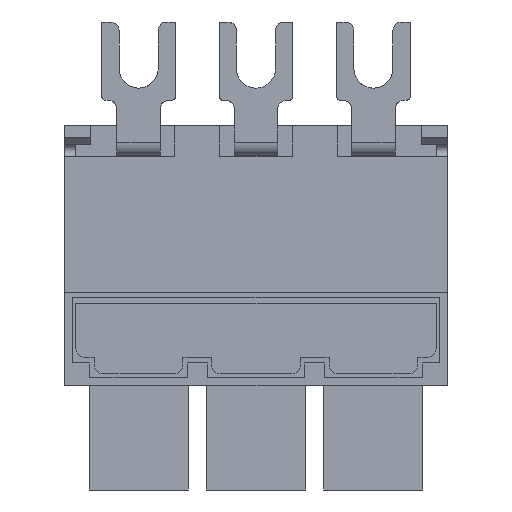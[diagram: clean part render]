
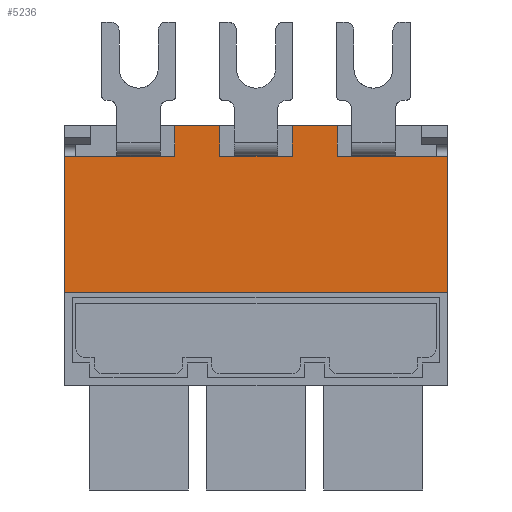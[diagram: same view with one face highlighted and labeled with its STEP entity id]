
A CAD part, front view. The second image highlights one B-rep face of the part: STEP entity #5236.
In plain terms, the highlighted planar face has unit normal (0, -1, 0).
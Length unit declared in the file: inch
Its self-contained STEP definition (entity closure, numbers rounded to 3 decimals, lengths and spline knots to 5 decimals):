
#676 = ORIENTED_EDGE ( 'NONE', *, *, #5902, .F. ) ;
#1243 = EDGE_CURVE ( 'NONE', #7508, #12503, #3911, .T. ) ;
#1540 = ORIENTED_EDGE ( 'NONE', *, *, #12965, .T. ) ;
#1549 = VECTOR ( 'NONE', #2978, 39.37008 ) ;
#1738 = ORIENTED_EDGE ( 'NONE', *, *, #13807, .F. ) ;
#1885 = CARTESIAN_POINT ( 'NONE',  ( 1.62205, 0.14301, 1.51065 ) ) ;
#1887 = LINE ( 'NONE', #4316, #5647 ) ;
#1930 = EDGE_CURVE ( 'NONE', #12631, #12503, #7011, .T. ) ;
#2144 = ORIENTED_EDGE ( 'NONE', *, *, #1930, .T. ) ;
#2592 = CARTESIAN_POINT ( 'NONE',  ( 0.59252, 0.14301, 1.64961 ) ) ;
#2715 = VERTEX_POINT ( 'NONE', #10884 ) ;
#2908 = VECTOR ( 'NONE', #14540, 39.37008 ) ;
#2978 = DIRECTION ( 'NONE',  ( 0., 0., -1. ) ) ;
#3052 = CARTESIAN_POINT ( 'NONE',  ( -0.11024, 0.14301, 1.64961 ) ) ;
#3136 = CARTESIAN_POINT ( 'NONE',  ( -0.11024, 0.14301, 0.8937 ) ) ;
#3207 = DIRECTION ( 'NONE',  ( 1., 0., 0. ) ) ;
#3358 = CARTESIAN_POINT ( 'NONE',  ( 1.12402, 0.14301, 1.51064 ) ) ;
#3491 = DIRECTION ( 'NONE',  ( 0., 0., 1. ) ) ;
#3514 = CARTESIAN_POINT ( 'NONE',  ( -0.11024, 0.14301, 0.47244 ) ) ;
#3710 = EDGE_LOOP ( 'NONE', ( #4738, #14857, #10360, #676, #1738, #11660, #1540, #15147, #7709, #10005, #2144, #10304 ) ) ;
#3895 = CARTESIAN_POINT ( 'NONE',  ( -0.11024, 0.14301, 0.8937 ) ) ;
#3911 = LINE ( 'NONE', #12124, #2908 ) ;
#3967 = CARTESIAN_POINT ( 'NONE',  ( 0.3878, 0.14301, 0.8937 ) ) ;
#4169 = CARTESIAN_POINT ( 'NONE',  ( 0.59252, 0.14301, 1.51063 ) ) ;
#4316 = CARTESIAN_POINT ( 'NONE',  ( -0.11024, 0.14301, 1.51063 ) ) ;
#4469 = DIRECTION ( 'NONE',  ( 1., 0., 0. ) ) ;
#4738 = ORIENTED_EDGE ( 'NONE', *, *, #10832, .T. ) ;
#4751 = CARTESIAN_POINT ( 'NONE',  ( 0.3878, 0.14301, 1.64961 ) ) ;
#5209 = DIRECTION ( 'NONE',  ( -1., 0., 0. ) ) ;
#5236 = ADVANCED_FACE ( 'NONE', ( #15026 ), #8069, .T. ) ;
#5428 = EDGE_CURVE ( 'NONE', #12818, #12622, #13536, .T. ) ;
#5647 = VECTOR ( 'NONE', #3207, 39.37008 ) ;
#5813 = CARTESIAN_POINT ( 'NONE',  ( -0.11024, 0.14301, 0.8937 ) ) ;
#5855 = CARTESIAN_POINT ( 'NONE',  ( 0.3878, 0.14301, 1.51064 ) ) ;
#5902 = EDGE_CURVE ( 'NONE', #2715, #11431, #6166, .T. ) ;
#6089 = CARTESIAN_POINT ( 'NONE',  ( 1.62205, 0.14301, 1.51065 ) ) ;
#6144 = VERTEX_POINT ( 'NONE', #15039 ) ;
#6166 = LINE ( 'NONE', #3895, #14308 ) ;
#6177 = CARTESIAN_POINT ( 'NONE',  ( 0.91929, 0.14301, 1.64961 ) ) ;
#6268 = CARTESIAN_POINT ( 'NONE',  ( 1.62205, 0.14301, 0.47244 ) ) ;
#6460 = DIRECTION ( 'NONE',  ( 0., 0., -1. ) ) ;
#6650 = CARTESIAN_POINT ( 'NONE',  ( 1.45604, 0.14301, 1.51067 ) ) ;
#6969 = VERTEX_POINT ( 'NONE', #5855 ) ;
#7011 = LINE ( 'NONE', #9449, #10417 ) ;
#7508 = VERTEX_POINT ( 'NONE', #4751 ) ;
#7709 = ORIENTED_EDGE ( 'NONE', *, *, #5428, .T. ) ;
#7890 = VECTOR ( 'NONE', #14214, 39.37008 ) ;
#7904 = CARTESIAN_POINT ( 'NONE',  ( 1.29003, 0.14301, 1.51066 ) ) ;
#7984 = CARTESIAN_POINT ( 'NONE',  ( 0.91929, 0.14301, 1.51063 ) ) ;
#8069 = PLANE ( 'NONE',  #8816 ) ;
#8109 = EDGE_CURVE ( 'NONE', #11431, #13197, #11803, .T. ) ;
#8363 = VERTEX_POINT ( 'NONE', #6089 ) ;
#8436 = VECTOR ( 'NONE', #6460, 39.37008 ) ;
#8469 = DIRECTION ( 'NONE',  ( 0., 0., -1. ) ) ;
#8674 = DIRECTION ( 'NONE',  ( -1., 0., 0. ) ) ;
#8810 = EDGE_CURVE ( 'NONE', #12622, #12631, #11147, .T. ) ;
#8816 = AXIS2_PLACEMENT_3D ( 'NONE', #3136, #15099, #12686 ) ;
#9045 = CARTESIAN_POINT ( 'NONE',  ( -0.11024, 0.14301, 1.51063 ) ) ;
#9086 = VERTEX_POINT ( 'NONE', #9583 ) ;
#9145 = DIRECTION ( 'NONE',  ( 0., 0., 1. ) ) ;
#9156 = LINE ( 'NONE', #3052, #9916 ) ;
#9257 = VECTOR ( 'NONE', #5209, 39.37008 ) ;
#9449 = CARTESIAN_POINT ( 'NONE',  ( 0.59252, 0.14301, 0.8937 ) ) ;
#9534 = LINE ( 'NONE', #13038, #7890 ) ;
#9583 = CARTESIAN_POINT ( 'NONE',  ( 1.12402, 0.14301, 1.64961 ) ) ;
#9916 = VECTOR ( 'NONE', #4469, 39.37008 ) ;
#10005 = ORIENTED_EDGE ( 'NONE', *, *, #8810, .T. ) ;
#10204 = EDGE_CURVE ( 'NONE', #12818, #9086, #9156, .T. ) ;
#10304 = ORIENTED_EDGE ( 'NONE', *, *, #1243, .F. ) ;
#10360 = ORIENTED_EDGE ( 'NONE', *, *, #8109, .F. ) ;
#10417 = VECTOR ( 'NONE', #3491, 39.37008 ) ;
#10832 = EDGE_CURVE ( 'NONE', #7508, #6969, #10919, .T. ) ;
#10884 = CARTESIAN_POINT ( 'NONE',  ( 1.62205, 0.14301, 0.8937 ) ) ;
#10919 = LINE ( 'NONE', #3967, #8436 ) ;
#11147 = LINE ( 'NONE', #13731, #9257 ) ;
#11431 = VERTEX_POINT ( 'NONE', #5813 ) ;
#11660 = ORIENTED_EDGE ( 'NONE', *, *, #15140, .T. ) ;
#11803 = LINE ( 'NONE', #3514, #11973 ) ;
#11973 = VECTOR ( 'NONE', #9145, 39.37008 ) ;
#12124 = CARTESIAN_POINT ( 'NONE',  ( -0.11024, 0.14301, 1.64961 ) ) ;
#12213 = LINE ( 'NONE', #6268, #13434 ) ;
#12503 = VERTEX_POINT ( 'NONE', #2592 ) ;
#12622 = VERTEX_POINT ( 'NONE', #7984 ) ;
#12631 = VERTEX_POINT ( 'NONE', #4169 ) ;
#12643 = EDGE_CURVE ( 'NONE', #13197, #6969, #1887, .T. ) ;
#12686 = DIRECTION ( 'NONE',  ( 1., 0., 0. ) ) ;
#12818 = VERTEX_POINT ( 'NONE', #6177 ) ;
#12965 = EDGE_CURVE ( 'NONE', #6144, #9086, #9534, .T. ) ;
#13038 = CARTESIAN_POINT ( 'NONE',  ( 1.12402, 0.14301, 0.8937 ) ) ;
#13197 = VERTEX_POINT ( 'NONE', #9045 ) ;
#13434 = VECTOR ( 'NONE', #8469, 39.37008 ) ;
#13536 = LINE ( 'NONE', #13688, #1549 ) ;
#13688 = CARTESIAN_POINT ( 'NONE',  ( 0.91929, 0.14301, 0.8937 ) ) ;
#13731 = CARTESIAN_POINT ( 'NONE',  ( -0.11024, 0.14301, 1.51063 ) ) ;
#13807 = EDGE_CURVE ( 'NONE', #8363, #2715, #12213, .T. ) ;
#14214 = DIRECTION ( 'NONE',  ( 0., 0., 1. ) ) ;
#14308 = VECTOR ( 'NONE', #8674, 39.37008 ) ;
#14540 = DIRECTION ( 'NONE',  ( 1., 0., 0. ) ) ;
#14612 = B_SPLINE_CURVE_WITH_KNOTS ( 'NONE', 3,
 ( #1885, #6650, #7904, #3358 ),
 .UNSPECIFIED., .F., .F.,
 ( 4, 4 ),
 ( 0., 1. ),
 .UNSPECIFIED. ) ;
#14857 = ORIENTED_EDGE ( 'NONE', *, *, #12643, .F. ) ;
#15026 = FACE_OUTER_BOUND ( 'NONE', #3710, .T. ) ;
#15039 = CARTESIAN_POINT ( 'NONE',  ( 1.12402, 0.14301, 1.51064 ) ) ;
#15099 = DIRECTION ( 'NONE',  ( 0., -1., 0. ) ) ;
#15140 = EDGE_CURVE ( 'NONE', #8363, #6144, #14612, .T. ) ;
#15147 = ORIENTED_EDGE ( 'NONE', *, *, #10204, .F. ) ;
